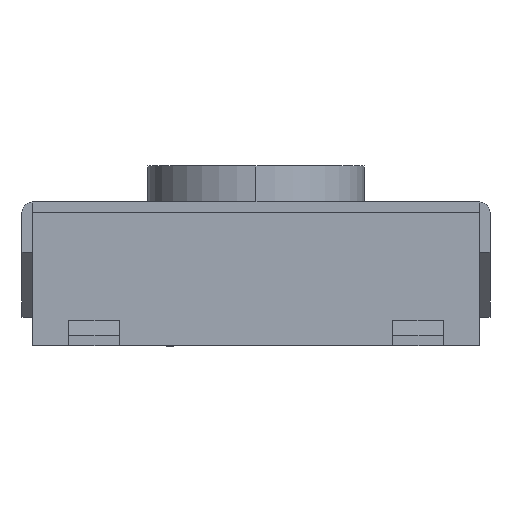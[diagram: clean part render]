
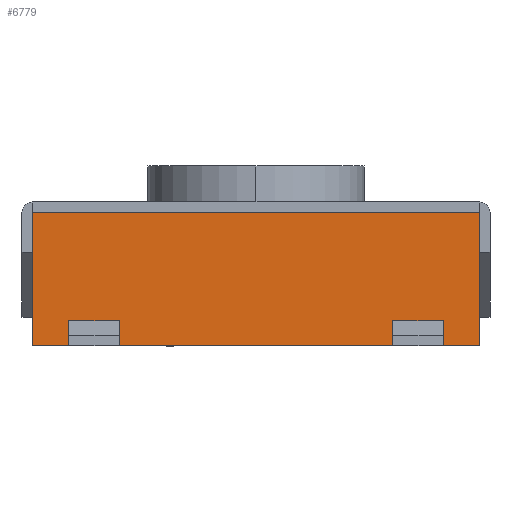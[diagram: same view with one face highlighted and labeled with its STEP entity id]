
A CAD part, left-side view. The second image highlights one B-rep face of the part: STEP entity #6779.
In plain terms, the highlighted planar face has unit normal (-1, 0, 0).
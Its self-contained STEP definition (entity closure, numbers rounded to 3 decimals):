
#170 = ORIENTED_EDGE ( 'NONE', *, *, #12453, .F. ) ;
#558 = DIRECTION ( 'NONE',  ( 0., 0., 1. ) ) ;
#814 = VERTEX_POINT ( 'NONE', #5735 ) ;
#1148 = ORIENTED_EDGE ( 'NONE', *, *, #12371, .T. ) ;
#1761 = LINE ( 'NONE', #14492, #10703 ) ;
#2146 = LINE ( 'NONE', #9497, #10344 ) ;
#3026 = VERTEX_POINT ( 'NONE', #8847 ) ;
#3535 = CARTESIAN_POINT ( 'NONE',  ( -3.1, 3.1, -1.85 ) ) ;
#3781 = DIRECTION ( 'NONE',  ( 0., 0., -1. ) ) ;
#3915 = VERTEX_POINT ( 'NONE', #3535 ) ;
#4247 = LINE ( 'NONE', #8327, #15333 ) ;
#4585 = CARTESIAN_POINT ( 'NONE',  ( -3.1, -3.25, -1.85 ) ) ;
#5617 = AXIS2_PLACEMENT_3D ( 'NONE', #4585, #17232, #558 ) ;
#5735 = CARTESIAN_POINT ( 'NONE',  ( -3.1, -3.1, -1.85 ) ) ;
#6779 = ADVANCED_FACE ( 'NONE', ( #11633 ), #8675, .T. ) ;
#7210 = DIRECTION ( 'NONE',  ( 0., 0., 1. ) ) ;
#8327 = CARTESIAN_POINT ( 'NONE',  ( -3.1, -3.25, 0. ) ) ;
#8675 = PLANE ( 'NONE',  #5617 ) ;
#8847 = CARTESIAN_POINT ( 'NONE',  ( -3.1, 3.1, 0. ) ) ;
#9497 = CARTESIAN_POINT ( 'NONE',  ( -3.1, -3.25, -1.85 ) ) ;
#10344 = VECTOR ( 'NONE', #14968, 1000. ) ;
#10703 = VECTOR ( 'NONE', #7210, 1000. ) ;
#11258 = VERTEX_POINT ( 'NONE', #15070 ) ;
#11608 = EDGE_CURVE ( 'NONE', #11258, #814, #16422, .T. ) ;
#11633 = FACE_OUTER_BOUND ( 'NONE', #12414, .T. ) ;
#12290 = DIRECTION ( 'NONE',  ( 0., -1., 0. ) ) ;
#12371 = EDGE_CURVE ( 'NONE', #3915, #814, #2146, .T. ) ;
#12414 = EDGE_LOOP ( 'NONE', ( #170, #16098, #1148, #13727 ) ) ;
#12453 = EDGE_CURVE ( 'NONE', #3026, #11258, #4247, .T. ) ;
#13727 = ORIENTED_EDGE ( 'NONE', *, *, #11608, .F. ) ;
#14492 = CARTESIAN_POINT ( 'NONE',  ( -3.1, 3.1, -1.85 ) ) ;
#14872 = CARTESIAN_POINT ( 'NONE',  ( -3.1, -3.1, 0. ) ) ;
#14968 = DIRECTION ( 'NONE',  ( 0., -1., 0. ) ) ;
#15070 = CARTESIAN_POINT ( 'NONE',  ( -3.1, -3.1, 0. ) ) ;
#15289 = VECTOR ( 'NONE', #3781, 1000. ) ;
#15333 = VECTOR ( 'NONE', #12290, 1000. ) ;
#15645 = EDGE_CURVE ( 'NONE', #3915, #3026, #1761, .T. ) ;
#16098 = ORIENTED_EDGE ( 'NONE', *, *, #15645, .F. ) ;
#16422 = LINE ( 'NONE', #14872, #15289 ) ;
#17232 = DIRECTION ( 'NONE',  ( -1., 0., 0. ) ) ;
